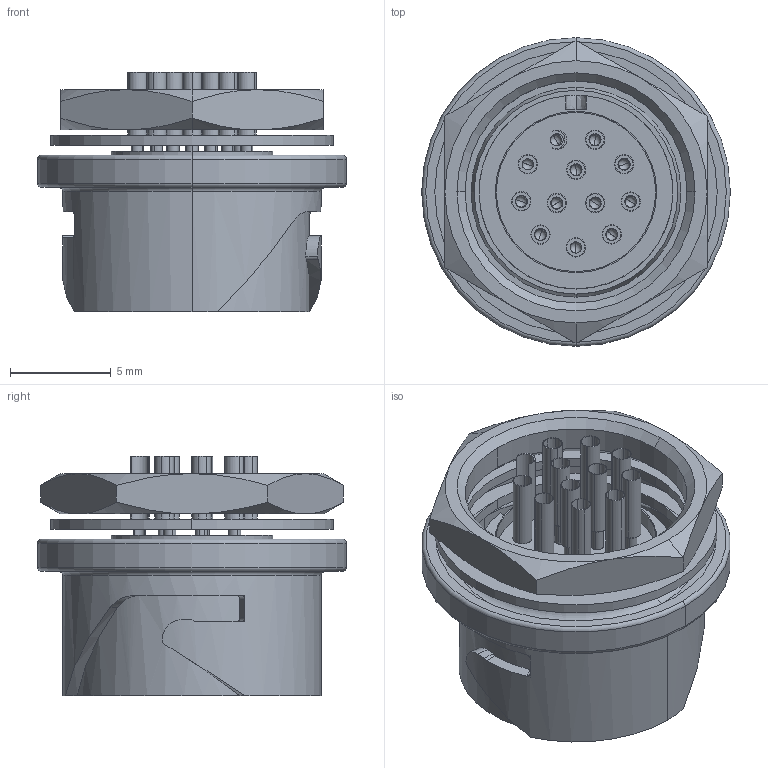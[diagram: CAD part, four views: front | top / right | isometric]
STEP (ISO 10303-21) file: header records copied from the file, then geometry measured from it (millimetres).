
FILE_DESCRIPTION(('OneSpaceDesigner STEP Export'),'2;1');
FILE_NAME('LF10WBR-12P.stp','2008-05-21T13:46:17',(''),(''),'OneSpace Designer STEP processor for AP214 (Solid Model)','OneSpace Modeling 15.00A 14-Mar-2007 (C) CoCreate Software GmbH','');
FILE_SCHEMA(('AUTOMOTIVE_DESIGN { 1 0 10303 214 1 1 1 1 }'));
Length unit declared in the file: millimetre
Products named in the file (3): LF10WBR-12P; Å¯Ä; Ü¯¼¬°
Bounding box: 15.3 x 15.3 x 11.85 mm (x, y, z)
Volume: 125.3 mm3; surface area: 1689.7 mm2
Topology: 15 solids, 16 shells, 256 faces, 579 edges, 357 vertices
Faces by surface type: cylinder 122, plane 66, sphere 24, cone 22, bspline 14, torus 8
Entity records: 16489 total; most frequent: CARTESIAN_POINT 8468, ORIENTED_EDGE 1884, DIRECTION 1292, EDGE_CURVE 938, VERTEX_POINT 613, AXIS2_PLACEMENT_3D 485, EDGE_LOOP 467, FACE_OUTER_BOUND 398
